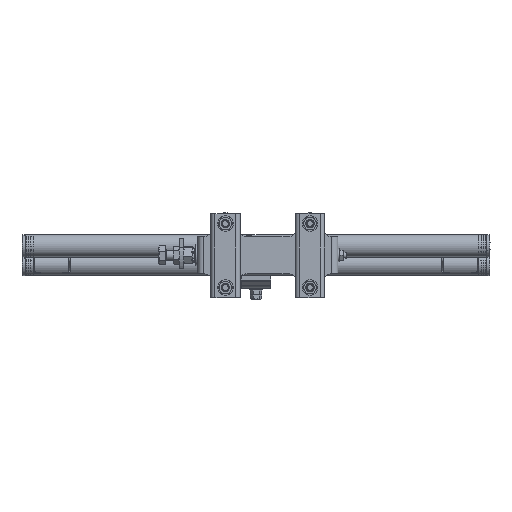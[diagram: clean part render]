
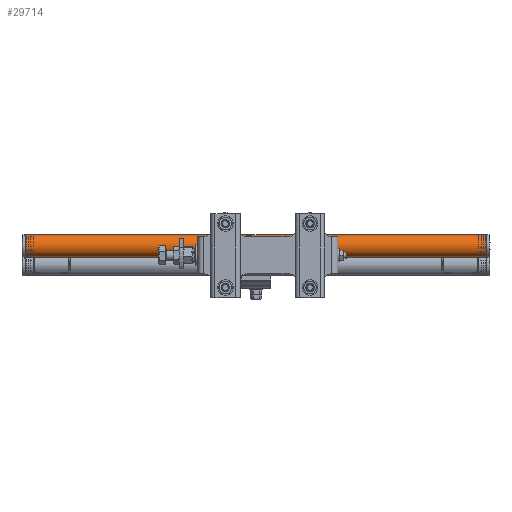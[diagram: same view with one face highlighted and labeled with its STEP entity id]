
A CAD part, left-side view. The second image highlights one B-rep face of the part: STEP entity #29714.
In plain terms, the highlighted cylindrical face has radius 15 mm (diameter 30 mm), a partial arc.
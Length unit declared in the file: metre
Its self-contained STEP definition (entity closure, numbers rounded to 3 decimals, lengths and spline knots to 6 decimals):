
#1280 = DIRECTION ( 'NONE',  ( 0., -1., 0. ) ) ;
#2590 = DIRECTION ( 'NONE',  ( 0., 0., 1. ) ) ;
#2662 = ORIENTED_EDGE ( 'NONE', *, *, #49415, .T. ) ;
#5407 = CARTESIAN_POINT ( 'NONE',  ( 0.018535, -0.304449, 0.2035 ) ) ;
#5725 = CARTESIAN_POINT ( 'NONE',  ( 0.018535, -0.304449, 0.2035 ) ) ;
#5759 = CARTESIAN_POINT ( 'NONE',  ( 0.018535, -0.304449, 0.2185 ) ) ;
#6268 = DIRECTION ( 'NONE',  ( 0., 1., 0. ) ) ;
#6728 = CARTESIAN_POINT ( 'NONE',  ( 0.018535, 0.315551, 0.2035 ) ) ;
#6753 = LINE ( 'NONE', #14448, #46668 ) ;
#6956 = CARTESIAN_POINT ( 'NONE',  ( 0.018535, 0.315551, 0.1885 ) ) ;
#7848 = ORIENTED_EDGE ( 'NONE', *, *, #23752, .F. ) ;
#7955 = EDGE_LOOP ( 'NONE', ( #7848, #2662, #18741, #46072 ) ) ;
#11542 = VERTEX_POINT ( 'NONE', #6956 ) ;
#13521 = VECTOR ( 'NONE', #6268, 1. ) ;
#13933 = CYLINDRICAL_SURFACE ( 'NONE', #42599, 0.015 ) ;
#14186 = DIRECTION ( 'NONE',  ( 0., 0., -1. ) ) ;
#14448 = CARTESIAN_POINT ( 'NONE',  ( 0.018535, -0.304449, 0.1885 ) ) ;
#16527 = EDGE_CURVE ( 'NONE', #44353, #11542, #27168, .T. ) ;
#18039 = DIRECTION ( 'NONE',  ( 0., -1., 0. ) ) ;
#18351 = LINE ( 'NONE', #5759, #13521 ) ;
#18741 = ORIENTED_EDGE ( 'NONE', *, *, #16527, .T. ) ;
#20075 = VERTEX_POINT ( 'NONE', #28415 ) ;
#21650 = CARTESIAN_POINT ( 'NONE',  ( 0.018535, 0.315551, 0.2185 ) ) ;
#23752 = EDGE_CURVE ( 'NONE', #20075, #50678, #50885, .T. ) ;
#27168 = CIRCLE ( 'NONE', #41941, 0.015 ) ;
#28415 = CARTESIAN_POINT ( 'NONE',  ( 0.018535, -0.304449, 0.2185 ) ) ;
#29071 = CARTESIAN_POINT ( 'NONE',  ( 0.018535, -0.304449, 0.1885 ) ) ;
#29432 = DIRECTION ( 'NONE',  ( 0., 1., 0. ) ) ;
#29714 = ADVANCED_FACE ( 'NONE', ( #41729 ), #13933, .T. ) ;
#29768 = EDGE_CURVE ( 'NONE', #50678, #11542, #6753, .T. ) ;
#39893 = DIRECTION ( 'NONE',  ( 0., 0., 1. ) ) ;
#40206 = AXIS2_PLACEMENT_3D ( 'NONE', #5407, #1280, #39893 ) ;
#41729 = FACE_OUTER_BOUND ( 'NONE', #7955, .T. ) ;
#41941 = AXIS2_PLACEMENT_3D ( 'NONE', #6728, #18039, #2590 ) ;
#42599 = AXIS2_PLACEMENT_3D ( 'NONE', #5725, #45326, #14186 ) ;
#44353 = VERTEX_POINT ( 'NONE', #21650 ) ;
#45326 = DIRECTION ( 'NONE',  ( 0., 1., 0. ) ) ;
#46072 = ORIENTED_EDGE ( 'NONE', *, *, #29768, .F. ) ;
#46668 = VECTOR ( 'NONE', #29432, 1. ) ;
#49415 = EDGE_CURVE ( 'NONE', #20075, #44353, #18351, .T. ) ;
#50678 = VERTEX_POINT ( 'NONE', #29071 ) ;
#50885 = CIRCLE ( 'NONE', #40206, 0.015 ) ;
